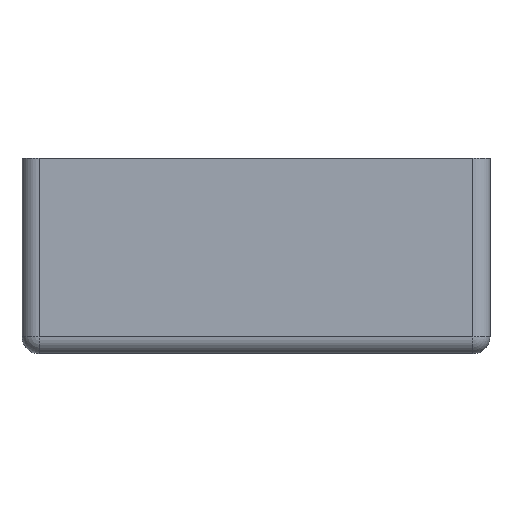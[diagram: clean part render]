
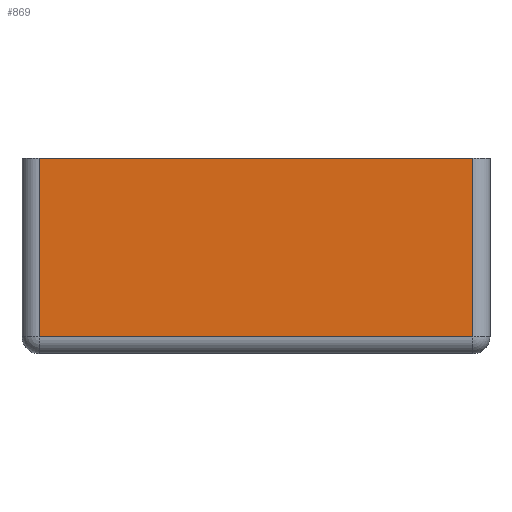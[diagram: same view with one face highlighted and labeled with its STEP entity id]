
A CAD part, left-side view. The second image highlights one B-rep face of the part: STEP entity #869.
In plain terms, the highlighted planar face has unit normal (-1, 0, 0).
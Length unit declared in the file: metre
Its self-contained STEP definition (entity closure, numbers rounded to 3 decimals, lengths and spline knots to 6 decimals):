
#52 = VECTOR ( 'NONE', #453, 1. ) ;
#77 = EDGE_CURVE ( 'NONE', #757, #912, #1172, .T. ) ;
#101 = LINE ( 'NONE', #759, #52 ) ;
#122 = VECTOR ( 'NONE', #1621, 1. ) ;
#197 = CARTESIAN_POINT ( 'NONE',  ( -0.03, -0.003, 0.014583 ) ) ;
#198 = ORIENTED_EDGE ( 'NONE', *, *, #1055, .F. ) ;
#305 = EDGE_LOOP ( 'NONE', ( #198, #589, #1993, #1340 ) ) ;
#439 = EDGE_CURVE ( 'NONE', #2006, #1443, #615, .T. ) ;
#444 = CARTESIAN_POINT ( 'NONE',  ( -0.03, 0.048, 0.014583 ) ) ;
#453 = DIRECTION ( 'NONE',  ( 0., -1., 0. ) ) ;
#455 = AXIS2_PLACEMENT_3D ( 'NONE', #583, #1410, #1599 ) ;
#493 = VECTOR ( 'NONE', #1975, 1. ) ;
#583 = CARTESIAN_POINT ( 'NONE',  ( -0.03, 0.05, -0.008417 ) ) ;
#589 = ORIENTED_EDGE ( 'NONE', *, *, #77, .T. ) ;
#615 = LINE ( 'NONE', #1585, #122 ) ;
#692 = DIRECTION ( 'NONE',  ( 0., -1., 0. ) ) ;
#702 = CARTESIAN_POINT ( 'NONE',  ( -0.03, 0.05, 0.014583 ) ) ;
#757 = VERTEX_POINT ( 'NONE', #444 ) ;
#759 = CARTESIAN_POINT ( 'NONE',  ( -0.03, 0.05, -0.006417 ) ) ;
#817 = CARTESIAN_POINT ( 'NONE',  ( -0.03, 0.048, -0.006417 ) ) ;
#856 = EDGE_CURVE ( 'NONE', #912, #2006, #101, .T. ) ;
#869 = ADVANCED_FACE ( 'NONE', ( #2075 ), #1266, .T. ) ;
#912 = VERTEX_POINT ( 'NONE', #817 ) ;
#1055 = EDGE_CURVE ( 'NONE', #757, #1443, #1886, .T. ) ;
#1172 = LINE ( 'NONE', #1474, #493 ) ;
#1266 = PLANE ( 'NONE',  #455 ) ;
#1340 = ORIENTED_EDGE ( 'NONE', *, *, #439, .T. ) ;
#1410 = DIRECTION ( 'NONE',  ( -1., 0., 0. ) ) ;
#1443 = VERTEX_POINT ( 'NONE', #197 ) ;
#1474 = CARTESIAN_POINT ( 'NONE',  ( -0.03, 0.048, -0.008417 ) ) ;
#1585 = CARTESIAN_POINT ( 'NONE',  ( -0.03, -0.003, -0.008417 ) ) ;
#1599 = DIRECTION ( 'NONE',  ( 0., 1., 0. ) ) ;
#1621 = DIRECTION ( 'NONE',  ( 0., 0., 1. ) ) ;
#1873 = VECTOR ( 'NONE', #692, 1. ) ;
#1886 = LINE ( 'NONE', #702, #1873 ) ;
#1975 = DIRECTION ( 'NONE',  ( 0., 0., -1. ) ) ;
#1993 = ORIENTED_EDGE ( 'NONE', *, *, #856, .T. ) ;
#1999 = CARTESIAN_POINT ( 'NONE',  ( -0.03, -0.003, -0.006417 ) ) ;
#2006 = VERTEX_POINT ( 'NONE', #1999 ) ;
#2075 = FACE_OUTER_BOUND ( 'NONE', #305, .T. ) ;
